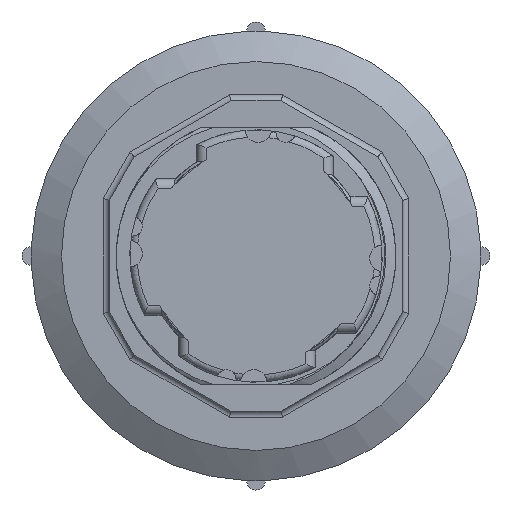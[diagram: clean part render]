
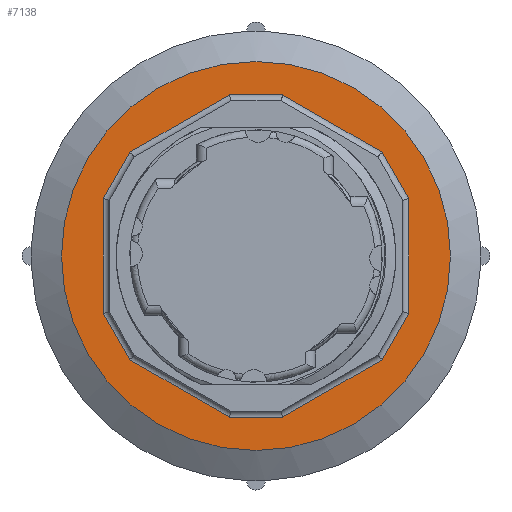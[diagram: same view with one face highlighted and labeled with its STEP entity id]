
A CAD part, front view. The second image highlights one B-rep face of the part: STEP entity #7138.
In plain terms, the highlighted planar face has unit normal (0, -1, 0).
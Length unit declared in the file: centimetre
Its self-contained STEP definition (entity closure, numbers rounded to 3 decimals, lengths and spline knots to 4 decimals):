
#350=FACE_BOUND('',#2136,.T.);
#916=LINE('',#12949,#1359);
#918=LINE('',#12957,#1361);
#920=LINE('',#12963,#1363);
#922=LINE('',#12970,#1365);
#924=LINE('',#12978,#1367);
#926=LINE('',#12984,#1369);
#928=LINE('',#12990,#1371);
#930=LINE('',#12995,#1373);
#932=LINE('',#12999,#1375);
#934=LINE('',#13005,#1377);
#936=LINE('',#13011,#1379);
#938=LINE('',#13016,#1381);
#1359=VECTOR('',#8922,0.9439);
#1361=VECTOR('',#8930,0.4401);
#1363=VECTOR('',#8936,0.9439);
#1365=VECTOR('',#8942,0.4401);
#1367=VECTOR('',#8950,0.4401);
#1369=VECTOR('',#8956,0.9439);
#1371=VECTOR('',#8962,0.4401);
#1373=VECTOR('',#8968,0.9439);
#1375=VECTOR('',#8972,0.9439);
#1377=VECTOR('',#8978,0.4401);
#1379=VECTOR('',#8984,0.9439);
#1381=VECTOR('',#8990,0.4401);
#1710=FACE_OUTER_BOUND('',#2135,.T.);
#2135=EDGE_LOOP('',(#5513));
#2136=EDGE_LOOP('',(#5514,#5515,#5516,#5517,#5518,#5519,#5520,#5521,#5522,
#5523,#5524,#5525));
#2564=CIRCLE('',#7711,1.6);
#3197=VERTEX_POINT('',#12947);
#3198=VERTEX_POINT('',#12948);
#3201=VERTEX_POINT('',#12956);
#3203=VERTEX_POINT('',#12962);
#3205=VERTEX_POINT('',#12968);
#3206=VERTEX_POINT('',#12969);
#3209=VERTEX_POINT('',#12977);
#3211=VERTEX_POINT('',#12983);
#3213=VERTEX_POINT('',#12989);
#3215=VERTEX_POINT('',#12998);
#3217=VERTEX_POINT('',#13004);
#3219=VERTEX_POINT('',#13010);
#3228=VERTEX_POINT('',#13045);
#4052=EDGE_CURVE('',#3197,#3198,#916,.T.);
#4056=EDGE_CURVE('',#3198,#3201,#918,.T.);
#4059=EDGE_CURVE('',#3201,#3203,#920,.T.);
#4062=EDGE_CURVE('',#3205,#3206,#922,.T.);
#4066=EDGE_CURVE('',#3203,#3209,#924,.T.);
#4069=EDGE_CURVE('',#3209,#3211,#926,.T.);
#4072=EDGE_CURVE('',#3211,#3213,#928,.T.);
#4075=EDGE_CURVE('',#3213,#3205,#930,.T.);
#4077=EDGE_CURVE('',#3206,#3215,#932,.T.);
#4080=EDGE_CURVE('',#3215,#3217,#934,.T.);
#4083=EDGE_CURVE('',#3217,#3219,#936,.T.);
#4086=EDGE_CURVE('',#3219,#3197,#938,.T.);
#4101=EDGE_CURVE('',#3228,#3228,#2564,.T.);
#5513=ORIENTED_EDGE('',*,*,#4101,.T.);
#5514=ORIENTED_EDGE('',*,*,#4062,.F.);
#5515=ORIENTED_EDGE('',*,*,#4075,.F.);
#5516=ORIENTED_EDGE('',*,*,#4072,.F.);
#5517=ORIENTED_EDGE('',*,*,#4069,.F.);
#5518=ORIENTED_EDGE('',*,*,#4066,.F.);
#5519=ORIENTED_EDGE('',*,*,#4059,.F.);
#5520=ORIENTED_EDGE('',*,*,#4056,.F.);
#5521=ORIENTED_EDGE('',*,*,#4052,.F.);
#5522=ORIENTED_EDGE('',*,*,#4086,.F.);
#5523=ORIENTED_EDGE('',*,*,#4083,.F.);
#5524=ORIENTED_EDGE('',*,*,#4080,.F.);
#5525=ORIENTED_EDGE('',*,*,#4077,.F.);
#6889=PLANE('',#7710);
#7138=ADVANCED_FACE('',(#1710,#350),#6889,.T.);
#7710=AXIS2_PLACEMENT_3D('',#13044,#9017,#9018);
#7711=AXIS2_PLACEMENT_3D('',#13046,#9019,#9020);
#8922=DIRECTION('',(0.866,0.,-0.5));
#8930=DIRECTION('',(1.,0.,0.));
#8936=DIRECTION('',(0.866,0.,0.5));
#8942=DIRECTION('',(-1.,0.,0.));
#8950=DIRECTION('',(0.5,0.,0.866));
#8956=DIRECTION('',(0.,0.,1.));
#8962=DIRECTION('',(-0.5,0.,0.866));
#8968=DIRECTION('',(-0.866,0.,0.5));
#8972=DIRECTION('',(-0.866,0.,-0.5));
#8978=DIRECTION('',(-0.5,0.,-0.866));
#8984=DIRECTION('',(0.,0.,-1.));
#8990=DIRECTION('',(0.5,0.,-0.866));
#9017=DIRECTION('center_axis',(0.,-1.,0.));
#9018=DIRECTION('ref_axis',(0.,0.,-1.));
#9019=DIRECTION('center_axis',(0.,-1.,0.));
#9020=DIRECTION('ref_axis',(1.,0.,0.));
#12947=CARTESIAN_POINT('',(-1.1906,-0.4148,-0.8582));
#12948=CARTESIAN_POINT('',(-0.3732,-0.4148,-1.3301));
#12949=CARTESIAN_POINT('',(-0.4199,-0.4148,-1.3032));
#12956=CARTESIAN_POINT('',(0.0669,-0.4148,-1.3301));
#12957=CARTESIAN_POINT('',(0.491,-0.4148,-1.3301));
#12962=CARTESIAN_POINT('',(0.8843,-0.4148,-0.8582));
#12963=CARTESIAN_POINT('',(0.8376,-0.4148,-0.8852));
#12968=CARTESIAN_POINT('',(0.0669,-0.4148,1.3199));
#12969=CARTESIAN_POINT('',(-0.3732,-0.4148,1.3199));
#12970=CARTESIAN_POINT('',(0.6976,-0.4148,1.3199));
#12977=CARTESIAN_POINT('',(1.1043,-0.4148,-0.4771));
#12978=CARTESIAN_POINT('',(1.1295,-0.4148,-0.4335));
#12983=CARTESIAN_POINT('',(1.1043,-0.4148,0.4668));
#12984=CARTESIAN_POINT('',(1.1043,-0.4148,-0.2344));
#12989=CARTESIAN_POINT('',(0.8843,-0.4148,0.8479));
#12990=CARTESIAN_POINT('',(1.2328,-0.4148,0.2442));
#12995=CARTESIAN_POINT('',(1.2347,-0.4148,0.6456));
#12998=CARTESIAN_POINT('',(-1.1906,-0.4148,0.8479));
#12999=CARTESIAN_POINT('',(-0.0228,-0.4148,1.5222));
#13004=CARTESIAN_POINT('',(-1.4107,-0.4148,0.4668));
#13005=CARTESIAN_POINT('',(-1.0621,-0.4148,1.0705));
#13010=CARTESIAN_POINT('',(-1.4107,-0.4148,-0.4771));
#13011=CARTESIAN_POINT('',(-1.4107,-0.4148,0.2241));
#13016=CARTESIAN_POINT('',(-1.1654,-0.4148,-0.9018));
#13044=CARTESIAN_POINT('Origin',(1.3417,-0.4148,-0.0051));
#13045=CARTESIAN_POINT('',(1.4468,-0.4148,-0.0051));
#13046=CARTESIAN_POINT('Origin',(-0.1532,-0.4148,
-0.0051));
